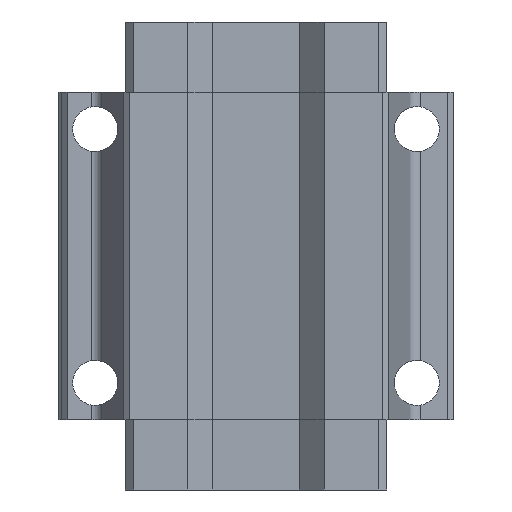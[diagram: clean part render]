
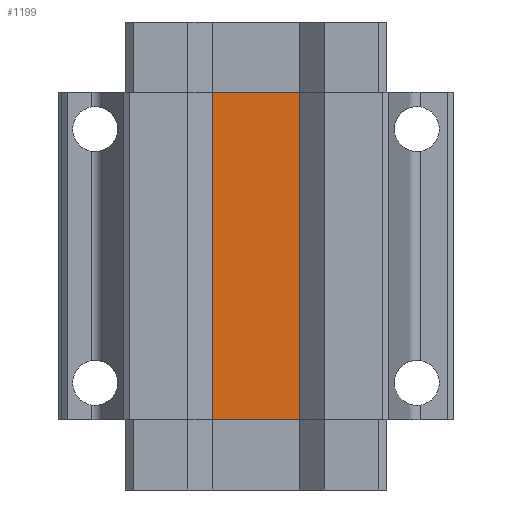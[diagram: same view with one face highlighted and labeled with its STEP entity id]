
A CAD part, front view. The second image highlights one B-rep face of the part: STEP entity #1199.
In plain terms, the highlighted planar face has unit normal (0, -1, 0).
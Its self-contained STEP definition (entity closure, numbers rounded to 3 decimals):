
#38 = VERTEX_POINT ( 'NONE', #1652 ) ;
#230 = CARTESIAN_POINT ( 'NONE',  ( 0., 16.4, 58. ) ) ;
#434 = CARTESIAN_POINT ( 'NONE',  ( 0., 16.4, 58. ) ) ;
#435 = ORIENTED_EDGE ( 'NONE', *, *, #3443, .T. ) ;
#442 = EDGE_CURVE ( 'NONE', #3583, #1807, #3611, .T. ) ;
#487 = ORIENTED_EDGE ( 'NONE', *, *, #442, .F. ) ;
#513 = DIRECTION ( 'NONE',  ( -1., 0., 0. ) ) ;
#589 = DIRECTION ( 'NONE',  ( 1., 0., 0. ) ) ;
#609 = LINE ( 'NONE', #1999, #2114 ) ;
#694 = LINE ( 'NONE', #959, #2214 ) ;
#722 = CARTESIAN_POINT ( 'NONE',  ( 8.509, 16.4, 58. ) ) ;
#727 = CARTESIAN_POINT ( 'NONE',  ( -8.509, 16.4, 58. ) ) ;
#730 = DIRECTION ( 'NONE',  ( 1., 0., 0. ) ) ;
#789 = PLANE ( 'NONE',  #3347 ) ;
#809 = ORIENTED_EDGE ( 'NONE', *, *, #3144, .T. ) ;
#959 = CARTESIAN_POINT ( 'NONE',  ( 8.509, 16.4, 58. ) ) ;
#1107 = EDGE_LOOP ( 'NONE', ( #809, #2644, #487, #435 ) ) ;
#1199 = ADVANCED_FACE ( 'NONE', ( #2170 ), #789, .F. ) ;
#1473 = EDGE_CURVE ( 'NONE', #1807, #38, #694, .T. ) ;
#1516 = DIRECTION ( 'NONE',  ( 0., 0., -1. ) ) ;
#1647 = VERTEX_POINT ( 'NONE', #2416 ) ;
#1652 = CARTESIAN_POINT ( 'NONE',  ( 8.509, 16.4, 0. ) ) ;
#1807 = VERTEX_POINT ( 'NONE', #722 ) ;
#1899 = CARTESIAN_POINT ( 'NONE',  ( -8.509, 16.4, 58. ) ) ;
#1908 = LINE ( 'NONE', #727, #2650 ) ;
#1999 = CARTESIAN_POINT ( 'NONE',  ( 0., 16.4, 0. ) ) ;
#2114 = VECTOR ( 'NONE', #589, 1000. ) ;
#2170 = FACE_OUTER_BOUND ( 'NONE', #1107, .T. ) ;
#2213 = DIRECTION ( 'NONE',  ( 0., 1., 0. ) ) ;
#2214 = VECTOR ( 'NONE', #1516, 1000. ) ;
#2416 = CARTESIAN_POINT ( 'NONE',  ( -8.509, 16.4, 0. ) ) ;
#2422 = DIRECTION ( 'NONE',  ( 0., 0., -1. ) ) ;
#2644 = ORIENTED_EDGE ( 'NONE', *, *, #1473, .F. ) ;
#2650 = VECTOR ( 'NONE', #2422, 1000. ) ;
#2858 = VECTOR ( 'NONE', #730, 1000. ) ;
#3144 = EDGE_CURVE ( 'NONE', #1647, #38, #609, .T. ) ;
#3347 = AXIS2_PLACEMENT_3D ( 'NONE', #230, #2213, #513 ) ;
#3443 = EDGE_CURVE ( 'NONE', #3583, #1647, #1908, .T. ) ;
#3583 = VERTEX_POINT ( 'NONE', #1899 ) ;
#3611 = LINE ( 'NONE', #434, #2858 ) ;
